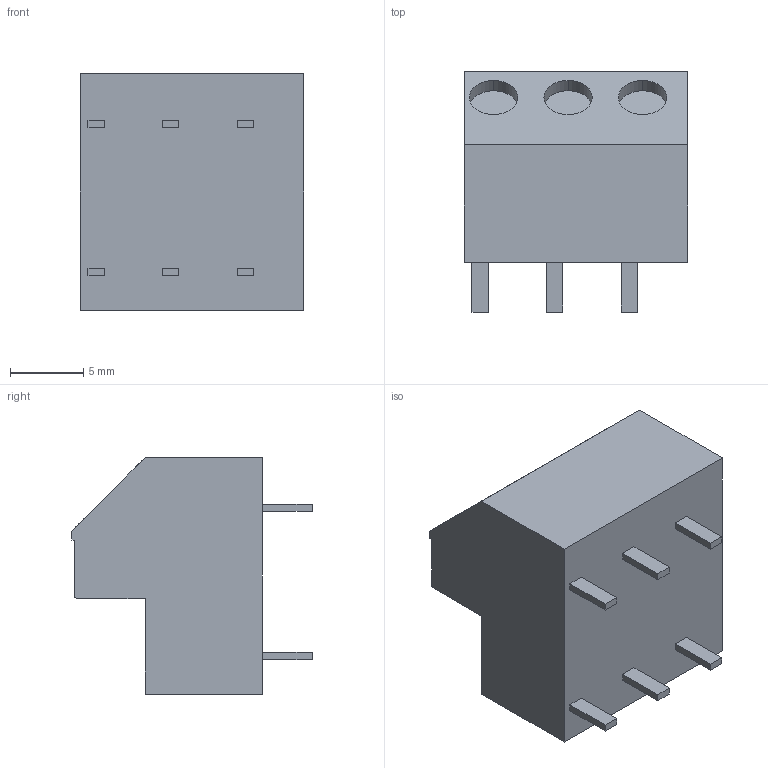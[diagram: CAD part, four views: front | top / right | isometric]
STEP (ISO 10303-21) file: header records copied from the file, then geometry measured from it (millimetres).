
FILE_DESCRIPTION((''),'2;1');
FILE_NAME('C-2834114-2','2017-02-24T',('workeradm'),('Tyco Electronics Ltd.'),'CREO PARAMETRIC BY PTC INC, 2016050','CREO PARAMETRIC BY PTC INC, 2016050','');
FILE_SCHEMA(('AUTOMOTIVE_DESIGN { 1 0 10303 214 1 1 1 1 }'));
Length unit declared in the file: millimetre
Products named in the file (1): C-2834114-2
Bounding box: 15.24 x 16.4 x 16.1 mm (x, y, z)
Volume: 2459.2 mm3; surface area: 1292.1 mm2
Topology: 1 solids, 1 shells, 105 faces, 264 edges, 173 vertices
Faces by surface type: plane 92, cylinder 10, cone 3
Entity records: 3265 total; most frequent: CARTESIAN_POINT 544, ORIENTED_EDGE 528, DIRECTION 497, EDGE_CURVE 264, VECTOR 241, LINE 241, VERTEX_POINT 173, AXIS2_PLACEMENT_3D 128
